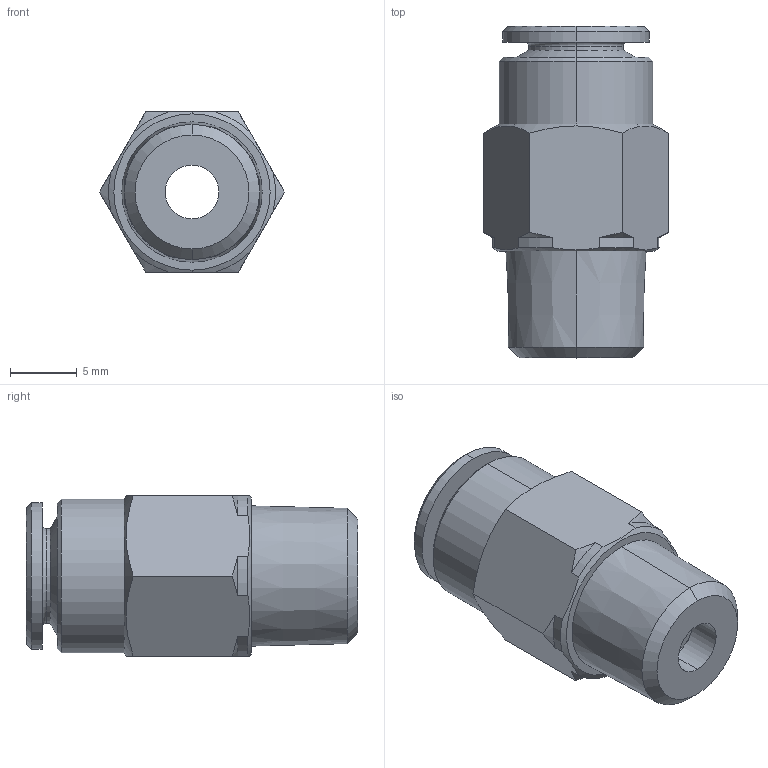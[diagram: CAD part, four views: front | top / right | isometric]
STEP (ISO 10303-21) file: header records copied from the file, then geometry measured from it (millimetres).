
FILE_DESCRIPTION (( 'STEP AP203' ), '1' );
FILE_NAME ('H0010630.STEP', '2010-06-18T12:20:11', ( '' ), ( 'sopra-pneumatic' ), 'SwSTEP 2.0', 'SolidWorks 2009', '' );
FILE_SCHEMA (( 'CONFIG_CONTROL_DESIGN' ));
Length unit declared in the file: millimetre
Products named in the file (1): H0010630
Bounding box: 13.86 x 24.84 x 12 mm (x, y, z)
Volume: 1874.1 mm3; surface area: 1601 mm2
Topology: 1 solids, 1 shells, 65 faces, 156 edges, 96 vertices
Faces by surface type: cone 24, plane 23, cylinder 16, torus 2
Entity records: 2035 total; most frequent: CARTESIAN_POINT 470, ORIENTED_EDGE 312, DIRECTION 308, EDGE_CURVE 156, AXIS2_PLACEMENT_3D 122, VERTEX_POINT 96, EDGE_LOOP 70, ADVANCED_FACE 65
